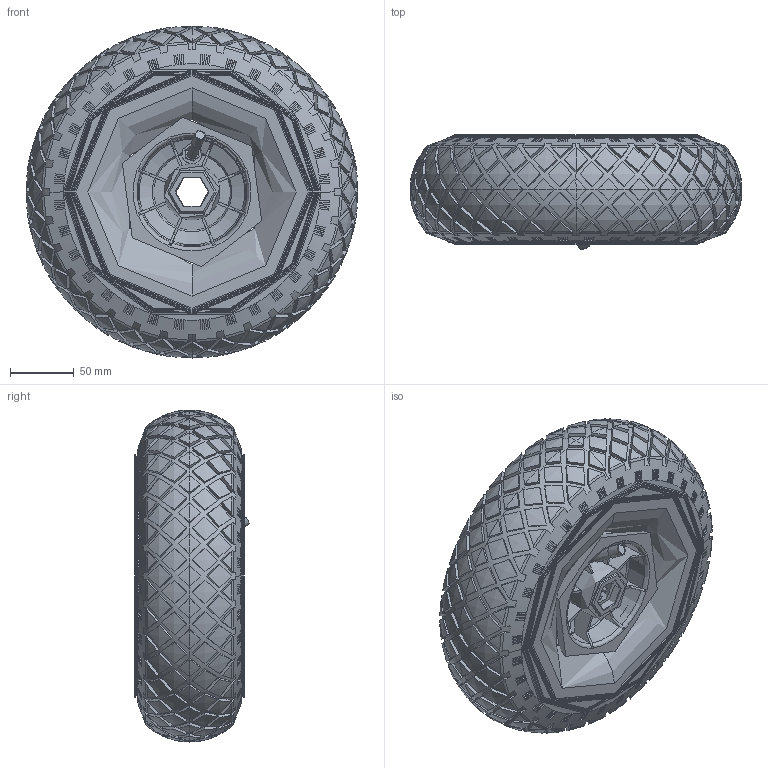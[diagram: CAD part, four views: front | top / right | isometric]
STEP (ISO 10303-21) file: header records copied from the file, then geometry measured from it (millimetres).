
FILE_DESCRIPTION(('STEP AP214'),'1');
FILE_NAME('BZWPPR2602544DE.STEP','2022-11-09T14:57:19',(' '),(' '),'Spatial InterOp 3D',' ',' ');
FILE_SCHEMA(('AUTOMOTIVE_DESIGN { 1 0 10303 214 1 1 1 1 }'));
Length unit declared in the file: metre
Products named in the file (17): PNEUMATIC TYRE & INNER TUBE; TYRE; VALVE; CAP; INNER TUBE; TYRETUBE2604DECON; BZWPPR2602544DE; RIM300X4PLRED35X71; POLYPROPYLENE RIM; ROLLER BEARING; NYLON CAGE; Pattern; Component2; RBM254X35X55; RETAINER254X35; POLYPROPYLENE RETAINER
Assembly tree (26 placements, depth 5):
  BZWPPR2602544DE
    TYRETUBE2604DECON
      PNEUMATIC TYRE & INNER TUBE
        TYRE
        VALVE
        CAP
        INNER TUBE
    RIM300X4PLRED35X71
      POLYPROPYLENE RIM
    RBM254X35X55
      ROLLER BEARING
        NYLON CAGE
        Pattern
          Component2  x10
    RETAINER254X35
      POLYPROPYLENE RETAINER
    RETAINER254X35
      POLYPROPYLENE RETAINER
Bounding box: 259.94 x 89.86 x 260 mm (x, y, z)
Volume: 3113208.5 mm3; surface area: 528449.7 mm2
Topology: 18 solids, 18 shells, 2636 faces, 7616 edges, 5138 vertices
Faces by surface type: bspline 1140, extrusion 384, torus 352, cone 338, plane 221, cylinder 198, sphere 3
Entity records: 323350 total; most frequent: CARTESIAN_POINT 265495, ORIENTED_EDGE 15032, EDGE_CURVE 7516, DIRECTION 7000, VERTEX_POINT 5068, B_SPLINE_CURVE_WITH_KNOTS 4292, EDGE_LOOP 2742, ADVANCED_FACE 2587
